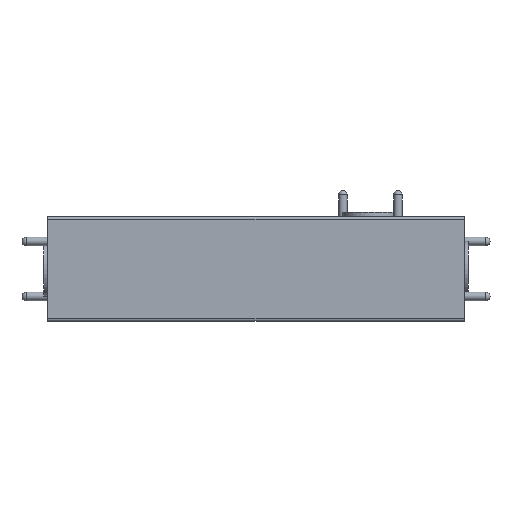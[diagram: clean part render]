
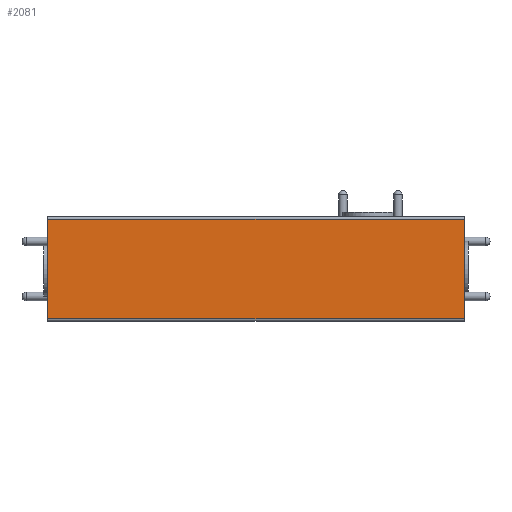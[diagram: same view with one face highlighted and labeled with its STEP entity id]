
A CAD part, front view. The second image highlights one B-rep face of the part: STEP entity #2081.
In plain terms, the highlighted planar face has unit normal (0, -1, 0).
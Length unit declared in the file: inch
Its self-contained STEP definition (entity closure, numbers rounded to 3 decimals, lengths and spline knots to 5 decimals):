
#61 = DIRECTION ( 'NONE',  ( 0., 0., -1. ) ) ;
#75 = EDGE_CURVE ( 'NONE', #7874, #5208, #4231, .T. ) ;
#624 = EDGE_CURVE ( 'NONE', #979, #5208, #3349, .T. ) ;
#782 = ORIENTED_EDGE ( 'NONE', *, *, #75, .T. ) ;
#960 = CARTESIAN_POINT ( 'NONE',  ( -1.50543, -0.40945, -0.3937 ) ) ;
#979 = VERTEX_POINT ( 'NONE', #2310 ) ;
#1207 = ORIENTED_EDGE ( 'NONE', *, *, #624, .F. ) ;
#1339 = EDGE_CURVE ( 'NONE', #7874, #11153, #3455, .T. ) ;
#2036 = VECTOR ( 'NONE', #61, 39.37008 ) ;
#2081 = ADVANCED_FACE ( 'NONE', ( #5636 ), #4322, .F. ) ;
#2310 = CARTESIAN_POINT ( 'NONE',  ( 1.50543, -0.40945, 0.34402 ) ) ;
#3349 = LINE ( 'NONE', #7558, #2036 ) ;
#3448 = VECTOR ( 'NONE', #9340, 39.37008 ) ;
#3455 = LINE ( 'NONE', #960, #9649 ) ;
#3942 = CARTESIAN_POINT ( 'NONE',  ( -1.50543, -0.40945, -0.37402 ) ) ;
#4231 = LINE ( 'NONE', #12919, #11094 ) ;
#4322 = PLANE ( 'NONE',  #13171 ) ;
#4393 = CARTESIAN_POINT ( 'NONE',  ( -1.53543, -0.40945, 0.3937 ) ) ;
#5208 = VERTEX_POINT ( 'NONE', #13615 ) ;
#5277 = EDGE_LOOP ( 'NONE', ( #1207, #5466, #13929, #782 ) ) ;
#5466 = ORIENTED_EDGE ( 'NONE', *, *, #5652, .T. ) ;
#5636 = FACE_OUTER_BOUND ( 'NONE', #5277, .T. ) ;
#5652 = EDGE_CURVE ( 'NONE', #979, #11153, #9190, .T. ) ;
#6278 = DIRECTION ( 'NONE',  ( 1., 0., 0. ) ) ;
#6840 = CARTESIAN_POINT ( 'NONE',  ( -1.50543, -0.40945, 0.34402 ) ) ;
#7558 = CARTESIAN_POINT ( 'NONE',  ( 1.50543, -0.40945, 0.3637 ) ) ;
#7635 = DIRECTION ( 'NONE',  ( 0., 0., 1. ) ) ;
#7752 = DIRECTION ( 'NONE',  ( 0., 0., 1. ) ) ;
#7874 = VERTEX_POINT ( 'NONE', #3942 ) ;
#9190 = LINE ( 'NONE', #12412, #3448 ) ;
#9340 = DIRECTION ( 'NONE',  ( -1., 0., 0. ) ) ;
#9649 = VECTOR ( 'NONE', #7635, 39.37008 ) ;
#11094 = VECTOR ( 'NONE', #6278, 39.37008 ) ;
#11153 = VERTEX_POINT ( 'NONE', #6840 ) ;
#12412 = CARTESIAN_POINT ( 'NONE',  ( -1.50543, -0.40945, 0.34402 ) ) ;
#12919 = CARTESIAN_POINT ( 'NONE',  ( 1.50543, -0.40945, -0.37402 ) ) ;
#13171 = AXIS2_PLACEMENT_3D ( 'NONE', #4393, #13303, #7752 ) ;
#13303 = DIRECTION ( 'NONE',  ( 0., 1., 0. ) ) ;
#13615 = CARTESIAN_POINT ( 'NONE',  ( 1.50543, -0.40945, -0.37402 ) ) ;
#13929 = ORIENTED_EDGE ( 'NONE', *, *, #1339, .F. ) ;
